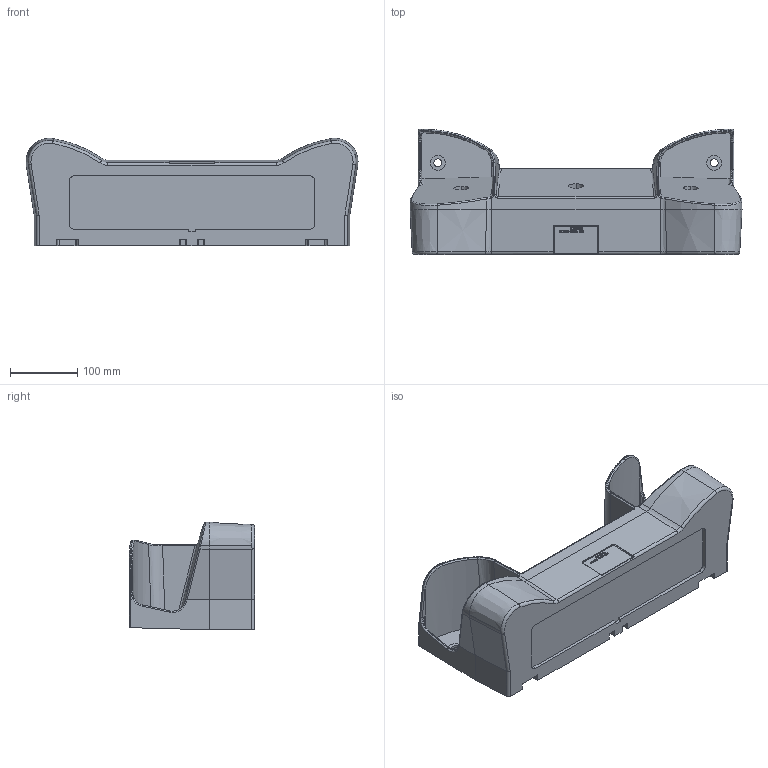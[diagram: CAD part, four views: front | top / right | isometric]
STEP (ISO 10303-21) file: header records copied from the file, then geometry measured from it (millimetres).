
FILE_DESCRIPTION(('STEP AP214'),'1');
FILE_NAME('cctmp_D539518D-9C8B-4E96-A1A3-D7A286F7E086_2023_07_21_16_47_12_0519..stp','2023-07-21T14:47:13',('SIEMENS A&D'),('CADClick - www.CADClick.com'),'Spatial InterOp 3D postprocessed',' ','unknown authorization');
FILE_SCHEMA(('AUTOMOTIVE_DESIGN'));
Length unit declared in the file: millimetre
Products named in the file (1): 2023_07_21_16_47_12_0485
Bounding box: 492.38 x 185.55 x 159.5 mm (x, y, z)
Volume: 6542049.2 mm3; surface area: 383622.2 mm2
Topology: 1 solids, 1 shells, 788 faces, 2141 edges, 1394 vertices
Faces by surface type: plane 575, cylinder 139, bspline 50, torus 14, cone 8, sphere 2
Entity records: 63047 total; most frequent: CARTESIAN_POINT 27018, STYLED_ITEM 4320, PRESENTATION_STYLE_ASSIGNMENT 4320, ORIENTED_EDGE 4274, DIRECTION 3681, EDGE_CURVE 2137, CURVE_STYLE 2137, DRAUGHTING_PRE_DEFINED_CURVE_FONT 2137
